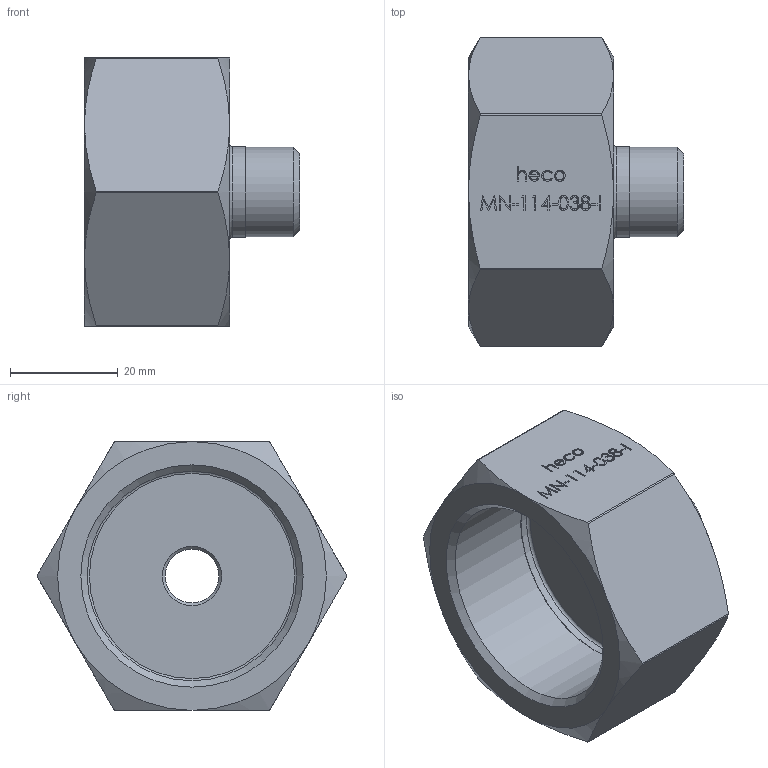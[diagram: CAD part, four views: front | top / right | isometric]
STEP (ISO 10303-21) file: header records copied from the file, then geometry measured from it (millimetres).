
FILE_DESCRIPTION (( 'STEP AP214' ), '1' );
FILE_NAME ('heco_MN-114-038-I.STEP', '2016-06-21T14:12:45', ( '' ), ( '' ), 'SwSTEP 2.0', 'SolidWorks 2011', '' );
FILE_SCHEMA (( 'AUTOMOTIVE_DESIGN' ));
Length unit declared in the file: millimetre
Products named in the file (1): heco_MN-114-038-I
Bounding box: 40 x 57.64 x 50 mm (x, y, z)
Volume: 34923.8 mm3; surface area: 12309.2 mm2
Topology: 1 solids, 1 shells, 218 faces, 554 edges, 364 vertices
Faces by surface type: plane 114, bspline 75, cone 16, cylinder 11, torus 2
Full cylindrical faces by diameter (mm): 10 x1, 16.662 x1, 16.862 x1, 38.952 x1, 39.152 x1
Entity records: 10986 total; most frequent: CARTESIAN_POINT 5809, ORIENTED_EDGE 1082, DIRECTION 671, EDGE_CURVE 541, VERTEX_POINT 362, LINE 327, VECTOR 327, EDGE_LOOP 257
